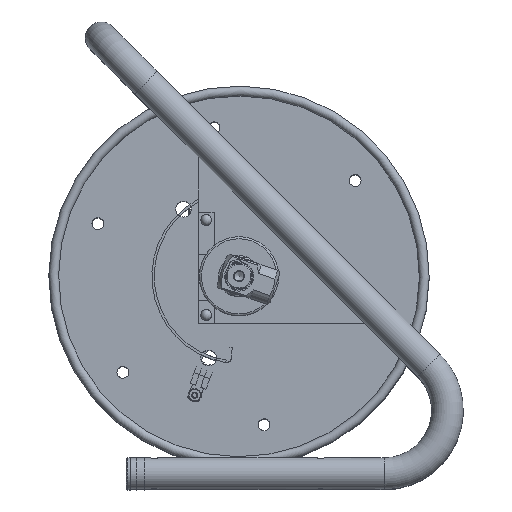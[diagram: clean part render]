
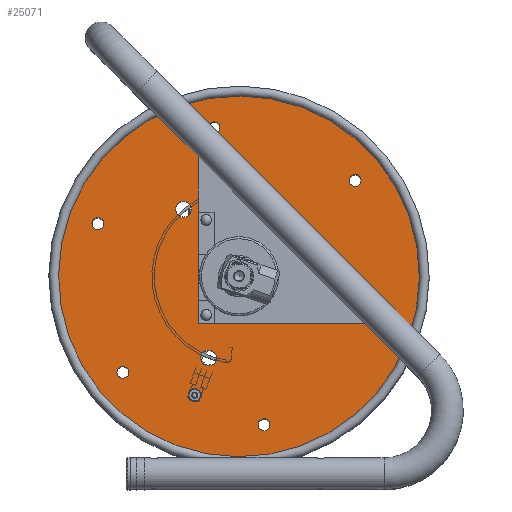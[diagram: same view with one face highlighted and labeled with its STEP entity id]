
A CAD part, top view. The second image highlights one B-rep face of the part: STEP entity #25071.
In plain terms, the highlighted planar face has unit normal (0, 0, 1).
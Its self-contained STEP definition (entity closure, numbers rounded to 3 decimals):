
#1402=FACE_BOUND('',#3424,.T.);
#1403=FACE_BOUND('',#3425,.T.);
#1404=FACE_BOUND('',#3426,.T.);
#1405=FACE_BOUND('',#3427,.T.);
#1406=FACE_BOUND('',#3428,.T.);
#1407=FACE_BOUND('',#3429,.T.);
#1408=FACE_BOUND('',#3430,.T.);
#1409=FACE_BOUND('',#3431,.T.);
#1410=FACE_BOUND('',#3432,.T.);
#1411=FACE_BOUND('',#3433,.T.);
#1412=FACE_BOUND('',#3434,.T.);
#1653=CIRCLE('',#26263,0.43);
#1654=CIRCLE('',#26265,0.25);
#1655=CIRCLE('',#26267,0.25);
#1656=CIRCLE('',#26269,0.25);
#1657=CIRCLE('',#26271,0.188);
#1658=CIRCLE('',#26273,0.188);
#1659=CIRCLE('',#26275,0.188);
#1660=CIRCLE('',#26277,0.188);
#1661=CIRCLE('',#26279,0.188);
#1662=CIRCLE('',#26281,0.188);
#1663=CIRCLE('',#26283,5.845);
#1664=CIRCLE('',#26284,0.11);
#2390=FACE_OUTER_BOUND('',#3423,.T.);
#3423=EDGE_LOOP('',(#17615));
#3424=EDGE_LOOP('',(#17616));
#3425=EDGE_LOOP('',(#17617));
#3426=EDGE_LOOP('',(#17618));
#3427=EDGE_LOOP('',(#17619));
#3428=EDGE_LOOP('',(#17620));
#3429=EDGE_LOOP('',(#17621));
#3430=EDGE_LOOP('',(#17622));
#3431=EDGE_LOOP('',(#17623));
#3432=EDGE_LOOP('',(#17624));
#3433=EDGE_LOOP('',(#17625));
#3434=EDGE_LOOP('',(#17626));
#9984=VERTEX_POINT('',#34475);
#9985=VERTEX_POINT('',#34479);
#9986=VERTEX_POINT('',#34483);
#9987=VERTEX_POINT('',#34487);
#9988=VERTEX_POINT('',#34491);
#9989=VERTEX_POINT('',#34495);
#9990=VERTEX_POINT('',#34499);
#9991=VERTEX_POINT('',#34503);
#9992=VERTEX_POINT('',#34507);
#9993=VERTEX_POINT('',#34511);
#9994=VERTEX_POINT('',#34515);
#9995=VERTEX_POINT('',#34517);
#13201=EDGE_CURVE('',#9984,#9984,#1653,.T.);
#13203=EDGE_CURVE('',#9985,#9985,#1654,.T.);
#13205=EDGE_CURVE('',#9986,#9986,#1655,.T.);
#13207=EDGE_CURVE('',#9987,#9987,#1656,.T.);
#13208=EDGE_CURVE('',#9988,#9988,#1657,.T.);
#13210=EDGE_CURVE('',#9989,#9989,#1658,.T.);
#13212=EDGE_CURVE('',#9990,#9990,#1659,.T.);
#13214=EDGE_CURVE('',#9991,#9991,#1660,.T.);
#13216=EDGE_CURVE('',#9992,#9992,#1661,.T.);
#13218=EDGE_CURVE('',#9993,#9993,#1662,.T.);
#13220=EDGE_CURVE('',#9994,#9994,#1663,.T.);
#13221=EDGE_CURVE('',#9995,#9995,#1664,.T.);
#17615=ORIENTED_EDGE('',*,*,#13220,.F.);
#17616=ORIENTED_EDGE('',*,*,#13201,.T.);
#17617=ORIENTED_EDGE('',*,*,#13203,.T.);
#17618=ORIENTED_EDGE('',*,*,#13205,.T.);
#17619=ORIENTED_EDGE('',*,*,#13207,.T.);
#17620=ORIENTED_EDGE('',*,*,#13221,.T.);
#17621=ORIENTED_EDGE('',*,*,#13208,.T.);
#17622=ORIENTED_EDGE('',*,*,#13210,.T.);
#17623=ORIENTED_EDGE('',*,*,#13212,.T.);
#17624=ORIENTED_EDGE('',*,*,#13214,.T.);
#17625=ORIENTED_EDGE('',*,*,#13216,.T.);
#17626=ORIENTED_EDGE('',*,*,#13218,.T.);
#23533=PLANE('',#26282);
#25071=ADVANCED_FACE('',(#2390,#1402,#1403,#1404,#1405,#1406,#1407,#1408,
#1409,#1410,#1411,#1412),#23533,.T.);
#26263=AXIS2_PLACEMENT_3D('',#34477,#28027,#28028);
#26265=AXIS2_PLACEMENT_3D('',#34481,#28032,#28033);
#26267=AXIS2_PLACEMENT_3D('',#34485,#28037,#28038);
#26269=AXIS2_PLACEMENT_3D('',#34489,#28042,#28043);
#26271=AXIS2_PLACEMENT_3D('',#34492,#28046,#28047);
#26273=AXIS2_PLACEMENT_3D('',#34496,#28051,#28052);
#26275=AXIS2_PLACEMENT_3D('',#34500,#28056,#28057);
#26277=AXIS2_PLACEMENT_3D('',#34504,#28061,#28062);
#26279=AXIS2_PLACEMENT_3D('',#34508,#28066,#28067);
#26281=AXIS2_PLACEMENT_3D('',#34512,#28071,#28072);
#26282=AXIS2_PLACEMENT_3D('',#34514,#28074,#28075);
#26283=AXIS2_PLACEMENT_3D('',#34516,#28076,#28077);
#26284=AXIS2_PLACEMENT_3D('',#34518,#28078,#28079);
#28027=DIRECTION('center_axis',(0.,0.,
-1.));
#28028=DIRECTION('ref_axis',(-0.937,0.349,0.));
#28032=DIRECTION('center_axis',(0.,0.,
-1.));
#28033=DIRECTION('ref_axis',(0.937,-0.349,0.));
#28037=DIRECTION('center_axis',(0.,0.,
-1.));
#28038=DIRECTION('ref_axis',(0.937,-0.349,0.));
#28042=DIRECTION('center_axis',(0.,0.,
-1.));
#28043=DIRECTION('ref_axis',(0.937,-0.349,0.));
#28046=DIRECTION('center_axis',(0.,0.,
-1.));
#28047=DIRECTION('ref_axis',(-0.937,0.349,0.));
#28051=DIRECTION('center_axis',(0.,0.,
-1.));
#28052=DIRECTION('ref_axis',(-0.771,-0.637,0.));
#28056=DIRECTION('center_axis',(0.,0.,
-1.));
#28057=DIRECTION('ref_axis',(0.166,-0.986,0.));
#28061=DIRECTION('center_axis',(0.,0.,
-1.));
#28062=DIRECTION('ref_axis',(0.937,-0.349,0.));
#28066=DIRECTION('center_axis',(0.,0.,
-1.));
#28067=DIRECTION('ref_axis',(0.771,0.637,0.));
#28071=DIRECTION('center_axis',(0.,0.,
-1.));
#28072=DIRECTION('ref_axis',(-0.166,0.986,0.));
#28074=DIRECTION('center_axis',(0.,0.,
1.));
#28075=DIRECTION('ref_axis',(-0.349,-0.937,0.));
#28076=DIRECTION('center_axis',(0.,0.,
-1.));
#28077=DIRECTION('ref_axis',(0.937,-0.349,0.));
#28078=DIRECTION('center_axis',(0.,0.,
-1.));
#28079=DIRECTION('ref_axis',(0.937,-0.349,0.));
#34475=CARTESIAN_POINT('',(4.75,6.073,3.979));
#34477=CARTESIAN_POINT('Origin',(4.347,6.224,3.979));
#34479=CARTESIAN_POINT('',(6.824,6.767,3.979));
#34481=CARTESIAN_POINT('Origin',(7.059,6.68,3.979));
#34483=CARTESIAN_POINT('',(3.152,3.734,3.979));
#34485=CARTESIAN_POINT('Origin',(3.386,3.647,3.979));
#34487=CARTESIAN_POINT('',(2.361,8.431,3.98));
#34489=CARTESIAN_POINT('Origin',(2.596,8.344,3.98));
#34491=CARTESIAN_POINT('',(5.311,1.474,3.979));
#34492=CARTESIAN_POINT('Origin',(5.135,1.539,3.979));
#34495=CARTESIAN_POINT('',(8.942,4.684,3.979));
#34496=CARTESIAN_POINT('Origin',(8.798,4.564,3.979));
#34499=CARTESIAN_POINT('',(7.978,9.433,3.979));
#34500=CARTESIAN_POINT('Origin',(8.009,9.248,3.979));
#34503=CARTESIAN_POINT('',(3.383,10.973,3.98));
#34504=CARTESIAN_POINT('Origin',(3.558,10.908,3.98));
#34507=CARTESIAN_POINT('',(-0.249,7.763,3.98));
#34508=CARTESIAN_POINT('Origin',(-0.104,7.883,3.98));
#34511=CARTESIAN_POINT('',(0.715,3.014,3.979));
#34512=CARTESIAN_POINT('Origin',(0.684,3.199,3.979));
#34514=CARTESIAN_POINT('Origin',(7.085,5.203,3.979));
#34515=CARTESIAN_POINT('',(9.824,4.182,3.979));
#34516=CARTESIAN_POINT('Origin',(4.347,6.224,3.979));
#34517=CARTESIAN_POINT('',(2.847,2.514,3.979));
#34518=CARTESIAN_POINT('Origin',(2.949,2.476,3.979));
